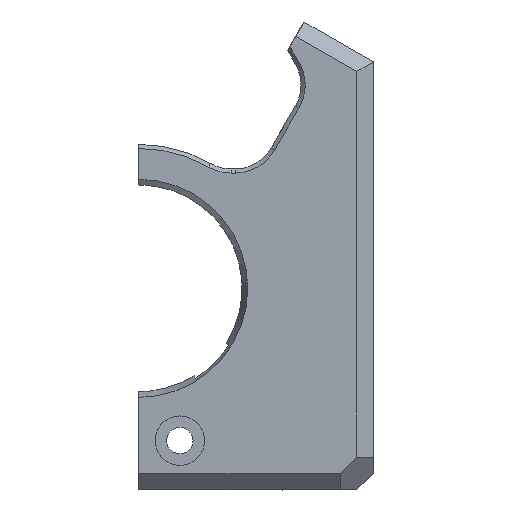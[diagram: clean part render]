
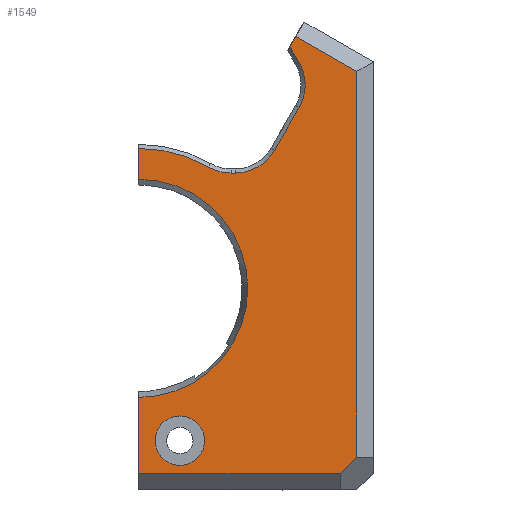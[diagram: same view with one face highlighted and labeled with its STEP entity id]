
A CAD part, front view. The second image highlights one B-rep face of the part: STEP entity #1549.
In plain terms, the highlighted planar face has unit normal (0, -1, 0).
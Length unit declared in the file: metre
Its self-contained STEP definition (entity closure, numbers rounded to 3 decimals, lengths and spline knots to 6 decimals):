
#85=CIRCLE('',#1667,0.01325);
#86=CIRCLE('',#1669,0.0055);
#87=CIRCLE('',#1670,0.0055);
#88=CIRCLE('',#1671,0.0055);
#89=CIRCLE('',#1672,0.017);
#90=CIRCLE('',#1673,0.003);
#201=ORIENTED_EDGE('',*,*,#607,.T.);
#202=ORIENTED_EDGE('',*,*,#630,.F.);
#203=ORIENTED_EDGE('',*,*,#631,.F.);
#204=ORIENTED_EDGE('',*,*,#632,.F.);
#205=ORIENTED_EDGE('',*,*,#633,.F.);
#206=ORIENTED_EDGE('',*,*,#634,.T.);
#207=ORIENTED_EDGE('',*,*,#635,.F.);
#208=ORIENTED_EDGE('',*,*,#636,.F.);
#209=ORIENTED_EDGE('',*,*,#637,.F.);
#210=ORIENTED_EDGE('',*,*,#638,.F.);
#211=ORIENTED_EDGE('',*,*,#639,.F.);
#212=ORIENTED_EDGE('',*,*,#640,.F.);
#213=ORIENTED_EDGE('',*,*,#641,.F.);
#214=ORIENTED_EDGE('',*,*,#642,.T.);
#215=ORIENTED_EDGE('',*,*,#628,.F.);
#216=ORIENTED_EDGE('',*,*,#643,.F.);
#607=EDGE_CURVE('',#829,#827,#971,.T.);
#628=EDGE_CURVE('',#829,#841,#85,.T.);
#630=EDGE_CURVE('',#842,#827,#985,.T.);
#631=EDGE_CURVE('',#843,#842,#986,.T.);
#632=EDGE_CURVE('',#844,#843,#987,.T.);
#633=EDGE_CURVE('',#845,#844,#988,.T.);
#634=EDGE_CURVE('',#845,#846,#989,.T.);
#635=EDGE_CURVE('',#847,#846,#990,.T.);
#636=EDGE_CURVE('',#848,#847,#86,.T.);
#637=EDGE_CURVE('',#849,#848,#991,.T.);
#638=EDGE_CURVE('',#850,#849,#87,.T.);
#639=EDGE_CURVE('',#851,#850,#992,.T.);
#640=EDGE_CURVE('',#852,#851,#88,.T.);
#641=EDGE_CURVE('',#853,#852,#89,.T.);
#642=EDGE_CURVE('',#853,#841,#993,.T.);
#643=EDGE_CURVE('',#854,#854,#90,.T.);
#827=VERTEX_POINT('',#2238);
#829=VERTEX_POINT('',#2241);
#841=VERTEX_POINT('',#2288);
#842=VERTEX_POINT('',#2292);
#843=VERTEX_POINT('',#2294);
#844=VERTEX_POINT('',#2296);
#845=VERTEX_POINT('',#2298);
#846=VERTEX_POINT('',#2300);
#847=VERTEX_POINT('',#2302);
#848=VERTEX_POINT('',#2304);
#849=VERTEX_POINT('',#2306);
#850=VERTEX_POINT('',#2308);
#851=VERTEX_POINT('',#2310);
#852=VERTEX_POINT('',#2312);
#853=VERTEX_POINT('',#2314);
#854=VERTEX_POINT('',#2317);
#971=LINE('',#2240,#1135);
#985=LINE('',#2291,#1149);
#986=LINE('',#2293,#1150);
#987=LINE('',#2295,#1151);
#988=LINE('',#2297,#1152);
#989=LINE('',#2299,#1153);
#990=LINE('',#2301,#1154);
#991=LINE('',#2305,#1155);
#992=LINE('',#2309,#1156);
#993=LINE('',#2315,#1157);
#1135=VECTOR('',#1828,1.);
#1149=VECTOR('',#1868,1.);
#1150=VECTOR('',#1869,1.);
#1151=VECTOR('',#1870,1.);
#1152=VECTOR('',#1871,1.);
#1153=VECTOR('',#1872,1.);
#1154=VECTOR('',#1873,1.);
#1155=VECTOR('',#1876,1.);
#1156=VECTOR('',#1879,1.);
#1157=VECTOR('',#1884,1.);
#1287=EDGE_LOOP('',(#201,#202,#203,#204,#205,#206,#207,#208,#209,#210,#211,
#212,#213,#214,#215));
#1288=EDGE_LOOP('',(#216));
#1393=FACE_BOUND('',#1287,.T.);
#1394=FACE_BOUND('',#1288,.T.);
#1492=PLANE('',#1668);
#1549=ADVANCED_FACE('',(#1393,#1394),#1492,.F.);
#1667=AXIS2_PLACEMENT_3D('',#2287,#1863,#1864);
#1668=AXIS2_PLACEMENT_3D('',#2290,#1866,#1867);
#1669=AXIS2_PLACEMENT_3D('',#2303,#1874,#1875);
#1670=AXIS2_PLACEMENT_3D('',#2307,#1877,#1878);
#1671=AXIS2_PLACEMENT_3D('',#2311,#1880,#1881);
#1672=AXIS2_PLACEMENT_3D('',#2313,#1882,#1883);
#1673=AXIS2_PLACEMENT_3D('',#2316,#1885,#1886);
#1828=DIRECTION('',(0.,0.,-1.));
#1863=DIRECTION('',(0.,-1.,0.));
#1864=DIRECTION('',(1.,0.,0.));
#1866=DIRECTION('',(0.,1.,0.));
#1867=DIRECTION('',(0.,0.,-1.));
#1868=DIRECTION('',(-1.,0.,0.));
#1869=DIRECTION('',(-0.707,0.,-0.707));
#1870=DIRECTION('',(0.,0.,-1.));
#1871=DIRECTION('',(0.867,0.,-0.498));
#1872=DIRECTION('',(-0.499,0.,-0.867));
#1873=DIRECTION('',(-0.5,0.,0.866));
#1874=DIRECTION('',(0.,-1.,0.));
#1875=DIRECTION('',(1.,0.,0.));
#1876=DIRECTION('',(0.5,0.,0.866));
#1877=DIRECTION('',(0.,-1.,0.));
#1878=DIRECTION('',(0.5,0.,-0.866));
#1879=DIRECTION('',(1.,0.,0.));
#1880=DIRECTION('',(0.,-1.,0.));
#1881=DIRECTION('',(-0.258,0.,-0.966));
#1882=DIRECTION('',(0.,1.,0.));
#1883=DIRECTION('',(1.,0.,0.));
#1884=DIRECTION('',(0.,0.,-1.));
#1885=DIRECTION('',(0.,-1.,0.));
#1886=DIRECTION('',(1.,0.,0.));
#2238=CARTESIAN_POINT('',(0.,-0.019,-0.057));
#2240=CARTESIAN_POINT('',(0.,-0.019,-0.02));
#2241=CARTESIAN_POINT('',(0.,-0.019,-0.04775));
#2287=CARTESIAN_POINT('',(0.,-0.019,-0.0345));
#2288=CARTESIAN_POINT('',(0.,-0.019,-0.02125));
#2290=CARTESIAN_POINT('',(0.0275,-0.019,-0.015));
#2291=CARTESIAN_POINT('',(0.0275,-0.019,-0.057));
#2292=CARTESIAN_POINT('',(0.0245,-0.019,-0.057));
#2293=CARTESIAN_POINT('',(0.03575,-0.019,-0.04575));
#2294=CARTESIAN_POINT('',(0.0265,-0.019,-0.055));
#2295=CARTESIAN_POINT('',(0.0265,-0.019,-0.026));
#2296=CARTESIAN_POINT('',(0.0265,-0.019,-0.008145));
#2297=CARTESIAN_POINT('',(0.028858,-0.019,-0.009501));
#2298=CARTESIAN_POINT('',(0.019078,-0.019,-0.003877));
#2299=CARTESIAN_POINT('',(0.018454,-0.019,-0.00496));
#2300=CARTESIAN_POINT('',(0.018361,-0.019008,-0.005151));
#2301=CARTESIAN_POINT('',(0.021723,-0.019,-0.010921));
#2302=CARTESIAN_POINT('',(0.01949,-0.019,-0.007053));
#2303=CARTESIAN_POINT('',(0.014727,-0.019,-0.009803));
#2304=CARTESIAN_POINT('',(0.01949,-0.019,-0.012553));
#2305=CARTESIAN_POINT('',(0.020683,-0.019,-0.010486));
#2306=CARTESIAN_POINT('',(0.01649,-0.019,-0.01775));
#2307=CARTESIAN_POINT('',(0.011726,-0.019,-0.015));
#2308=CARTESIAN_POINT('',(0.011726,-0.019,-0.0205));
#2309=CARTESIAN_POINT('',(0.0225,-0.019,-0.0205));
#2310=CARTESIAN_POINT('',(0.011225,-0.019,-0.0205));
#2311=CARTESIAN_POINT('',(0.011225,-0.019,-0.015));
#2312=CARTESIAN_POINT('',(0.008481,-0.019,-0.019767));
#2313=CARTESIAN_POINT('',(0.,-0.019,-0.0345));
#2314=CARTESIAN_POINT('',(0.,-0.019,-0.0175));
#2315=CARTESIAN_POINT('',(0.,-0.019,-0.017));
#2316=CARTESIAN_POINT('',(0.005,-0.019,-0.053));
#2317=CARTESIAN_POINT('',(0.008,-0.019,-0.053));
